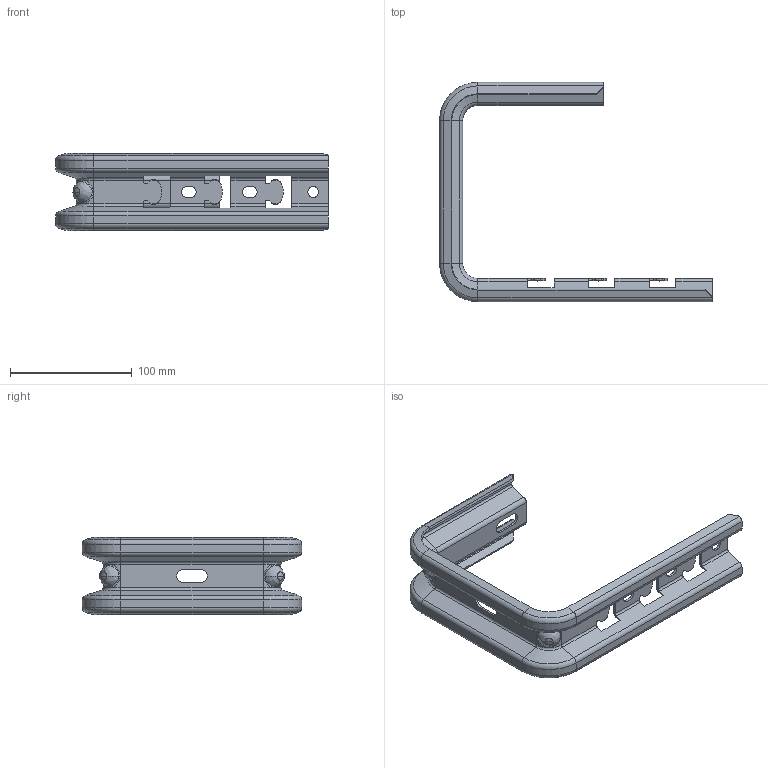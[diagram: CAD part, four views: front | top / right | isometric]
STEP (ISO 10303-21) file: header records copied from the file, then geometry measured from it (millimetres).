
FILE_DESCRIPTION((''),'2;1');
FILE_NAME('WFCS150_900815_PRT','2018-11-16T11:59:41',('tomasz.grudniewski'),(''),'CREO PARAMETRIC BY PTC INC, 2018260','CREO PARAMETRIC BY PTC INC, 2018260','');
FILE_SCHEMA(('CONFIG_CONTROL_DESIGN'));
Length unit declared in the file: millimetre
Products named in the file (1): WFCS150_900815_PRT
Bounding box: 224 x 180 x 63.43 mm (x, y, z)
Volume: 88202.9 mm3; surface area: 91954.1 mm2
Topology: 1 solids, 1 shells, 669 faces, 1742 edges, 1076 vertices
Faces by surface type: plane 476, cylinder 119, torus 24, bspline 22, cone 20, sphere 8
Entity records: 27284 total; most frequent: CARTESIAN_POINT 10913, ORIENTED_EDGE 3468, DIRECTION 3266, EDGE_CURVE 1734, VECTOR 1408, LINE 1408, VERTEX_POINT 1076, AXIS2_PLACEMENT_3D 929
